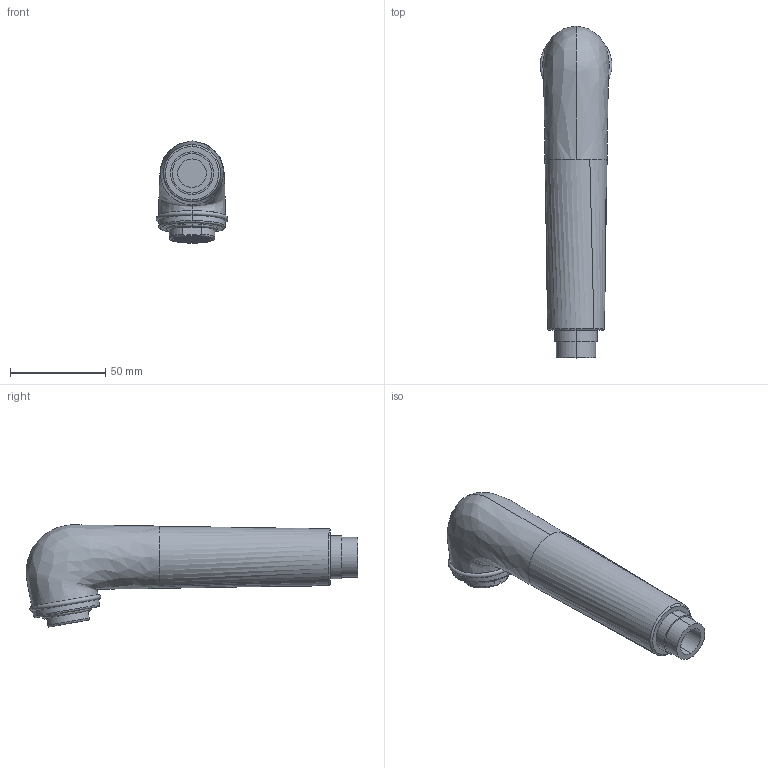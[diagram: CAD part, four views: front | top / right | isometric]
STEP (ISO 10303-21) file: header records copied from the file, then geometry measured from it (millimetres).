
FILE_DESCRIPTION (( 'STEP AP203' ), '1' );
FILE_NAME ('99-199833.STEP', '2025-07-07T10:31:34', ( '' ), ( '' ), 'SwSTEP 2.0', 'SolidWorks 2021', '' );
FILE_SCHEMA (( 'CONFIG_CONTROL_DESIGN' ));
Length unit declared in the file: millimetre
Products named in the file (1): 99-199833
Bounding box: 37.69 x 174.5 x 53.75 mm (x, y, z)
Volume: 144727.7 mm3; surface area: 21583.9 mm2
Topology: 1 solids, 1 shells, 919 faces, 1846 edges, 1228 vertices
Faces by surface type: cylinder 598, plane 305, torus 8, bspline 8
Entity records: 26673 total; most frequent: CARTESIAN_POINT 6100, DIRECTION 4872, ORIENTED_EDGE 3692, AXIS2_PLACEMENT_3D 2134, EDGE_CURVE 1846, VERTEX_POINT 1228, CIRCLE 1222, EDGE_LOOP 1218
